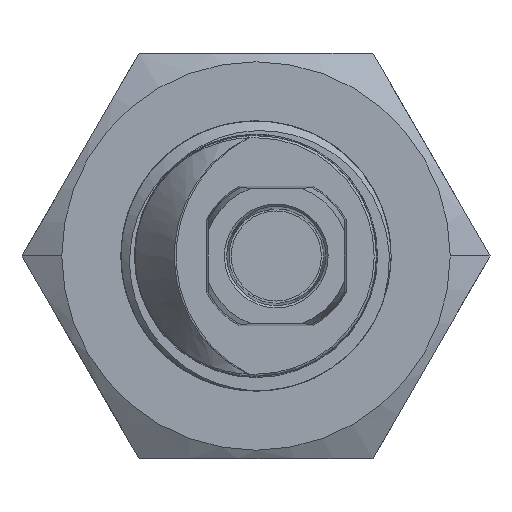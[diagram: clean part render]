
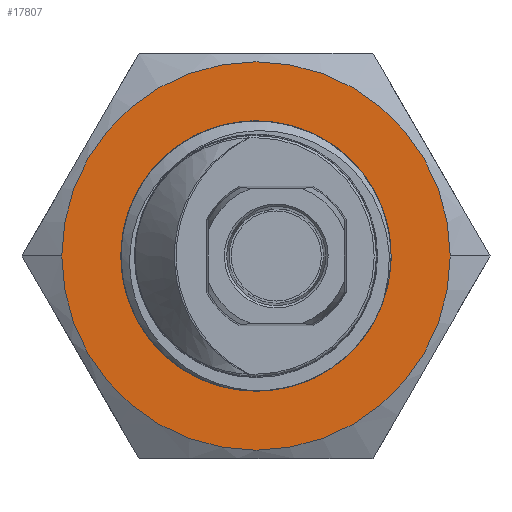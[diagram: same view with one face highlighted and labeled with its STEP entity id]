
A CAD part, front view. The second image highlights one B-rep face of the part: STEP entity #17807.
In plain terms, the highlighted planar face has unit normal (0, -1, 0).
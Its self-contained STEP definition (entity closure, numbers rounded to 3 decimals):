
#217=CARTESIAN_POINT('',(-13.329,41.5,-11.108));
#218=DIRECTION('',(0.,1.,0.));
#219=DIRECTION('',(-1.,0.,0.));
#220=AXIS2_PLACEMENT_3D('',#217,#218,#219);
#222=CARTESIAN_POINT('',(-13.329,41.5,-11.108));
#223=DIRECTION('',(0.,1.,0.));
#224=DIRECTION('',(1.,0.,0.));
#225=AXIS2_PLACEMENT_3D('',#222,#223,#224);
#227=CARTESIAN_POINT('',(-18.286,41.5,-8.965));
#228=CARTESIAN_POINT('',(-18.447,41.5,-9.298));
#229=CARTESIAN_POINT('',(-18.699,41.5,-9.979));
#230=CARTESIAN_POINT('',(-18.87,41.5,-11.082));
#231=CARTESIAN_POINT('',(-18.808,41.5,-12.172));
#232=CARTESIAN_POINT('',(-18.532,41.5,-13.246));
#233=CARTESIAN_POINT('',(-18.057,41.5,-14.245));
#234=CARTESIAN_POINT('',(-17.41,41.5,-15.119));
#235=CARTESIAN_POINT('',(-16.904,41.5,-15.58));
#236=CARTESIAN_POINT('',(-16.632,41.5,-15.787));
#238=CARTESIAN_POINT('',(-16.632,41.5,-15.787));
#239=CARTESIAN_POINT('',(-16.877,41.5,-15.628));
#240=CARTESIAN_POINT('',(-17.338,41.5,-15.275));
#241=CARTESIAN_POINT('',(-17.945,41.5,-14.646));
#242=CARTESIAN_POINT('',(-18.455,41.5,-13.928));
#243=CARTESIAN_POINT('',(-18.859,41.5,-13.127));
#244=CARTESIAN_POINT('',(-19.132,41.5,-12.286));
#245=CARTESIAN_POINT('',(-19.276,41.5,-11.408));
#246=CARTESIAN_POINT('',(-19.287,41.5,-10.507));
#247=CARTESIAN_POINT('',(-19.203,41.5,-9.901));
#248=CARTESIAN_POINT('',(-19.136,41.5,-9.596));
#250=CARTESIAN_POINT('',(-19.136,41.5,-9.596));
#251=CARTESIAN_POINT('',(-19.211,41.5,-9.884));
#252=CARTESIAN_POINT('',(-19.317,41.5,-10.465));
#253=CARTESIAN_POINT('',(-19.346,41.5,-11.357));
#254=CARTESIAN_POINT('',(-19.243,41.5,-12.244));
#255=CARTESIAN_POINT('',(-19.013,41.5,-13.096));
#256=CARTESIAN_POINT('',(-18.655,41.5,-13.919));
#257=CARTESIAN_POINT('',(-18.18,41.5,-14.677));
#258=CARTESIAN_POINT('',(-17.598,41.5,-15.355));
#259=CARTESIAN_POINT('',(-16.923,41.5,-15.94));
#260=CARTESIAN_POINT('',(-16.177,41.5,-16.413));
#261=CARTESIAN_POINT('',(-15.371,41.5,-16.772));
#262=CARTESIAN_POINT('',(-14.517,41.5,-17.011));
#263=CARTESIAN_POINT('',(-13.633,41.5,-17.122));
#264=CARTESIAN_POINT('',(-12.743,41.5,-17.101));
#265=CARTESIAN_POINT('',(-11.868,41.5,-16.949));
#266=CARTESIAN_POINT('',(-11.022,41.5,-16.67));
#267=CARTESIAN_POINT('',(-10.496,41.5,-16.405));
#268=CARTESIAN_POINT('',(-10.239,41.5,-16.251));
#270=CARTESIAN_POINT('',(-7.362,41.5,-10.482));
#271=CARTESIAN_POINT('',(-7.393,41.5,-10.187));
#272=CARTESIAN_POINT('',(-7.498,41.5,-9.606));
#273=CARTESIAN_POINT('',(-7.781,41.5,-8.765));
#274=CARTESIAN_POINT('',(-8.186,41.5,-7.975));
#275=CARTESIAN_POINT('',(-8.707,41.5,-7.247));
#276=CARTESIAN_POINT('',(-9.327,41.5,-6.608));
#277=CARTESIAN_POINT('',(-10.036,41.5,-6.066));
#278=CARTESIAN_POINT('',(-10.818,41.5,-5.635));
#279=CARTESIAN_POINT('',(-11.641,41.5,-5.328));
#280=CARTESIAN_POINT('',(-12.511,41.5,-5.141));
#281=CARTESIAN_POINT('',(-13.403,41.5,-5.086));
#282=CARTESIAN_POINT('',(-13.995,41.5,-5.137));
#283=CARTESIAN_POINT('',(-14.291,41.5,-5.185));
#285=CARTESIAN_POINT('',(-14.291,41.5,-5.185));
#286=CARTESIAN_POINT('',(-14.023,41.5,-5.152));
#287=CARTESIAN_POINT('',(-13.492,41.5,-5.123));
#288=CARTESIAN_POINT('',(-12.7,41.5,-5.185));
#289=CARTESIAN_POINT('',(-11.934,41.5,-5.35));
#290=CARTESIAN_POINT('',(-11.199,41.5,-5.614));
#291=CARTESIAN_POINT('',(-10.506,41.5,-5.973));
#292=CARTESIAN_POINT('',(-10.082,41.5,-6.269));
#293=CARTESIAN_POINT('',(-9.879,41.5,-6.431));
#295=CARTESIAN_POINT('',(-9.879,41.5,-6.431));
#296=CARTESIAN_POINT('',(-10.172,41.5,-6.235));
#297=CARTESIAN_POINT('',(-10.78,41.5,-5.901));
#298=CARTESIAN_POINT('',(-11.777,41.5,-5.564));
#299=CARTESIAN_POINT('',(-12.794,41.5,-5.411));
#300=CARTESIAN_POINT('',(-13.817,41.5,-5.448));
#301=CARTESIAN_POINT('',(-14.792,41.5,-5.667));
#302=CARTESIAN_POINT('',(-15.721,41.5,-6.053));
#303=CARTESIAN_POINT('',(-16.559,41.5,-6.587));
#304=CARTESIAN_POINT('',(-17.293,41.5,-7.265));
#305=CARTESIAN_POINT('',(-17.883,41.5,-8.073));
#306=CARTESIAN_POINT('',(-18.168,41.5,-8.658));
#307=CARTESIAN_POINT('',(-18.286,41.5,-8.965));
#1859=CARTESIAN_POINT('',(-19.136,41.5,
-9.596));
#2152=CARTESIAN_POINT('',(-10.239,41.5,
-16.251));
#2174=CARTESIAN_POINT('',(-7.362,41.5,
-10.482));
#2364=CARTESIAN_POINT('',(-14.291,41.5,
-5.185));
#8761=CARTESIAN_POINT('',(-13.329,41.5,-11.108));
#8762=DIRECTION('',(0.,1.,0.));
#8763=DIRECTION('',(0.995,0.,0.105));
#8764=AXIS2_PLACEMENT_3D('',#8761,#8762,#8763);
#15676=CARTESIAN_POINT('',(-4.704,41.5,-11.108));
#15678=VERTEX_POINT('',#15676);
#15681=CARTESIAN_POINT('',(-21.954,41.5,-11.108));
#15682=VERTEX_POINT('',#15681);
#15686=VERTEX_POINT('',#1859);
#15688=VERTEX_POINT('',#2364);
#17178=VERTEX_POINT('',#227);
#17179=VERTEX_POINT('',#236);
#17180=VERTEX_POINT('',#295);
#17196=VERTEX_POINT('',#2152);
#17197=VERTEX_POINT('',#2174);
#17781=CARTESIAN_POINT('',(-8.133,41.5,-20.108));
#17782=DIRECTION('',(0.,-1.,0.));
#17783=DIRECTION('',(1.,0.,0.));
#17784=AXIS2_PLACEMENT_3D('',#17781,#17782,#17783);
#17785=PLANE('',#17784);
#17786=ORIENTED_EDGE('',*,*,#17767,.T.);
#17788=ORIENTED_EDGE('',*,*,#17787,.T.);
#17789=EDGE_LOOP('',(#17786,#17788));
#17790=FACE_OUTER_BOUND('',#17789,.F.);
#17792=ORIENTED_EDGE('',*,*,#17791,.T.);
#17794=ORIENTED_EDGE('',*,*,#17793,.T.);
#17796=ORIENTED_EDGE('',*,*,#17795,.T.);
#17798=ORIENTED_EDGE('',*,*,#17797,.F.);
#17800=ORIENTED_EDGE('',*,*,#17799,.T.);
#17802=ORIENTED_EDGE('',*,*,#17801,.T.);
#17804=ORIENTED_EDGE('',*,*,#17803,.T.);
#17805=EDGE_LOOP('',(#17792,#17794,#17796,#17798,#17800,#17802,#17804));
#17806=FACE_BOUND('',#17805,.F.);
#17807=ADVANCED_FACE('',(#17790,#17806),#17785,.T.);
#221=CIRCLE('',#220,8.625);
#226=CIRCLE('',#225,8.625);
#237=B_SPLINE_CURVE_WITH_KNOTS('',3,(#227,#228,#229,#230,#231,#232,#233,#234,
#235,#236),.UNSPECIFIED.,.F.,.F.,(4,1,1,1,1,1,1,4),(0.,0.143,
0.286,0.429,0.571,0.714,
0.857,1.),.UNSPECIFIED.);
#249=B_SPLINE_CURVE_WITH_KNOTS('',3,(#238,#239,#240,#241,#242,#243,#244,#245,
#246,#247,#248),.UNSPECIFIED.,.F.,.F.,(4,1,1,1,1,1,1,1,4),(0.,0.125,0.25,
0.375,0.5,0.625,0.75,0.875,1.),.UNSPECIFIED.);
#269=B_SPLINE_CURVE_WITH_KNOTS('',3,(#250,#251,#252,#253,#254,#255,#256,#257,
#258,#259,#260,#261,#262,#263,#264,#265,#266,#267,#268),.UNSPECIFIED.,.F.,.F.,
(4,1,1,1,1,1,1,1,1,1,1,1,1,1,1,1,4),(0.,0.063,0.125,0.188,0.25,
0.313,0.375,0.438,0.5,0.563,0.625,0.688,0.75,0.813,
0.875,0.938,1.),.UNSPECIFIED.);
#284=B_SPLINE_CURVE_WITH_KNOTS('',3,(#270,#271,#272,#273,#274,#275,#276,#277,
#278,#279,#280,#281,#282,#283),.UNSPECIFIED.,.F.,.F.,(4,1,1,1,1,1,1,1,1,1,1,4),(
0.,0.091,0.182,0.273,0.364,
0.455,0.545,0.636,0.727,
0.818,0.909,1.),.UNSPECIFIED.);
#294=B_SPLINE_CURVE_WITH_KNOTS('',3,(#285,#286,#287,#288,#289,#290,#291,#292,
#293),.UNSPECIFIED.,.F.,.F.,(4,1,1,1,1,1,4),(0.,0.167,
0.333,0.5,0.667,0.833,1.),
.UNSPECIFIED.);
#308=B_SPLINE_CURVE_WITH_KNOTS('',3,(#295,#296,#297,#298,#299,#300,#301,#302,
#303,#304,#305,#306,#307),.UNSPECIFIED.,.F.,.F.,(4,1,1,1,1,1,1,1,1,1,4),(0.,
0.1,0.2,0.3,0.4,0.5,0.6,0.7,0.8,0.9,1.),.UNSPECIFIED.);
#8765=CIRCLE('',#8764,6.);
#17767=EDGE_CURVE('',#15682,#15678,#221,.T.);
#17787=EDGE_CURVE('',#15678,#15682,#226,.T.);
#17791=EDGE_CURVE('',#17178,#17179,#237,.T.);
#17793=EDGE_CURVE('',#17179,#15686,#249,.T.);
#17795=EDGE_CURVE('',#15686,#17196,#269,.T.);
#17797=EDGE_CURVE('',#17197,#17196,#8765,.T.);
#17799=EDGE_CURVE('',#17197,#15688,#284,.T.);
#17801=EDGE_CURVE('',#15688,#17180,#294,.T.);
#17803=EDGE_CURVE('',#17180,#17178,#308,.T.);
